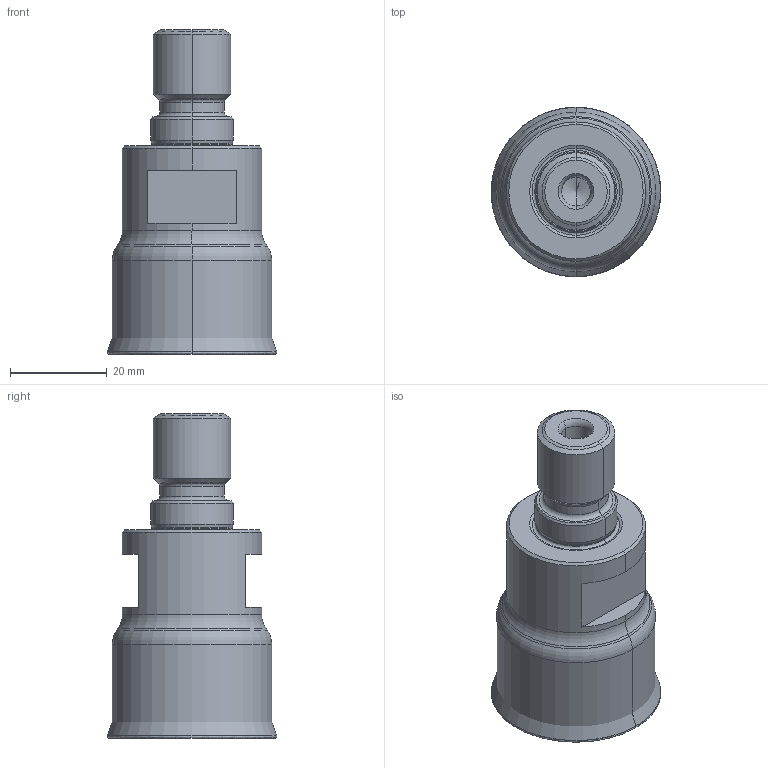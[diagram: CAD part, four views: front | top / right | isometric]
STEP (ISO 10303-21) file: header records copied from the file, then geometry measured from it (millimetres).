
FILE_DESCRIPTION((''),'2;1');
FILE_NAME('12F1D035043X8R00','2018-10-16T',('thielmann'),(''),'CREO PARAMETRIC BY PTC INC, 2017020','CREO PARAMETRIC BY PTC INC, 2017020','');
FILE_SCHEMA(('AUTOMOTIVE_DESIGN { 1 0 10303 214 1 1 1 1 }'));
Length unit declared in the file: millimetre
Products named in the file (3): NOCUT; CUT; 12F1D035043X8R00
Assembly tree (2 placements, depth 2):
  12F1D035043X8R00
    NOCUT
    CUT
Bounding box: 34.99 x 35 x 67 mm (x, y, z)
Volume: 38036.1 mm3; surface area: 11002.3 mm2
Topology: 2 solids, 3 shells, 97 faces, 208 edges, 114 vertices
Faces by surface type: cone 24, revolution 24, torus 20, cylinder 18, plane 11
Entity records: 5339 total; most frequent: CARTESIAN_POINT 1932, DIRECTION 520, ORIENTED_EDGE 400, AXIS2_PLACEMENT_3D 221, PRESENTATION_STYLE_ASSIGNMENT 221, STYLED_ITEM 221, CURVE_STYLE 218, EDGE_CURVE 204
